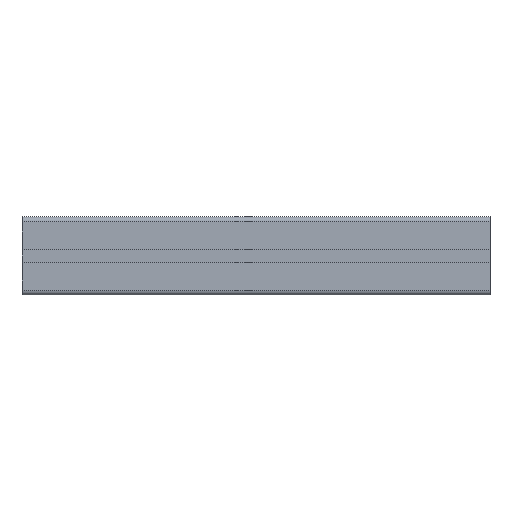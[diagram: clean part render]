
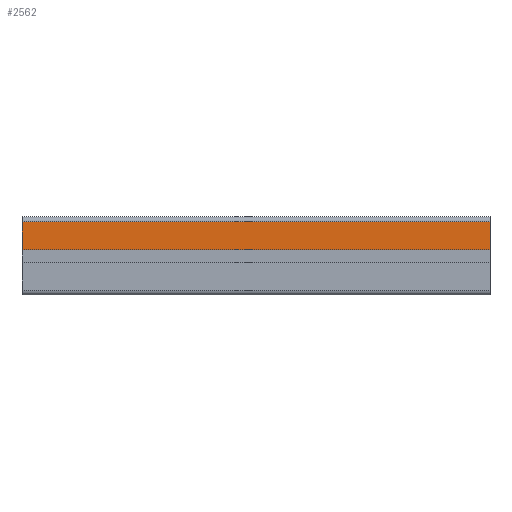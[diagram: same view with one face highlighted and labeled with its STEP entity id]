
A CAD part, left-side view. The second image highlights one B-rep face of the part: STEP entity #2562.
In plain terms, the highlighted face is planar.
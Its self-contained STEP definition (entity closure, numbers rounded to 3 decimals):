
#1 = CARTESIAN_POINT ( 'NONE',  ( 15., 4.1, -300. ) ) ;
#3 = DIRECTION ( 'NONE',  ( 0., 0., 1. ) ) ;
#4 = LINE ( 'NONE', #1, #1054 ) ;
#656 = VERTEX_POINT ( 'NONE', #3339 ) ;
#681 = VERTEX_POINT ( 'NONE', #3365 ) ;
#686 = VERTEX_POINT ( 'NONE', #3356 ) ;
#697 = VERTEX_POINT ( 'NONE', #3370 ) ;
#1054 = VECTOR ( 'NONE', #3, 1000. ) ;
#1616 = VECTOR ( 'NONE', #5508, 1000. ) ;
#1656 = VECTOR ( 'NONE', #5422, 1000. ) ;
#1704 = AXIS2_PLACEMENT_3D ( 'NONE', #1901, #1903, #1884 ) ;
#1746 = VECTOR ( 'NONE', #5370, 1000. ) ;
#1884 = DIRECTION ( 'NONE',  ( 0., 1., 0. ) ) ;
#1890 = FACE_OUTER_BOUND ( 'NONE', #5710, .T. ) ;
#1900 = PLANE ( 'NONE',  #1704 ) ;
#1901 = CARTESIAN_POINT ( 'NONE',  ( 15., 4.1, -300. ) ) ;
#1903 = DIRECTION ( 'NONE',  ( 1., 0., 0. ) ) ;
#2518 = EDGE_CURVE ( 'NONE', #697, #681, #5564, .T. ) ;
#2522 = EDGE_CURVE ( 'NONE', #686, #681, #5493, .T. ) ;
#2562 = ADVANCED_FACE ( 'NONE', ( #1890 ), #1900, .T. ) ;
#2604 = EDGE_CURVE ( 'NONE', #656, #686, #5343, .T. ) ;
#2621 = EDGE_CURVE ( 'NONE', #656, #697, #4, .T. ) ;
#3219 = ORIENTED_EDGE ( 'NONE', *, *, #2604, .T. ) ;
#3231 = ORIENTED_EDGE ( 'NONE', *, *, #2522, .T. ) ;
#3247 = ORIENTED_EDGE ( 'NONE', *, *, #2518, .F. ) ;
#3284 = ORIENTED_EDGE ( 'NONE', *, *, #2621, .F. ) ;
#3339 = CARTESIAN_POINT ( 'NONE',  ( 15., 4.1, -300. ) ) ;
#3356 = CARTESIAN_POINT ( 'NONE',  ( 15., 22., -300. ) ) ;
#3365 = CARTESIAN_POINT ( 'NONE',  ( 15., 22., 0. ) ) ;
#3370 = CARTESIAN_POINT ( 'NONE',  ( 15., 4.1, 0. ) ) ;
#5343 = LINE ( 'NONE', #5355, #1746 ) ;
#5355 = CARTESIAN_POINT ( 'NONE',  ( 15., 4.1, -300. ) ) ;
#5370 = DIRECTION ( 'NONE',  ( 0., 1., 0. ) ) ;
#5422 = DIRECTION ( 'NONE',  ( 0., 1., 0. ) ) ;
#5493 = LINE ( 'NONE', #5506, #1616 ) ;
#5506 = CARTESIAN_POINT ( 'NONE',  ( 15., 22., -300. ) ) ;
#5508 = DIRECTION ( 'NONE',  ( 0., 0., 1. ) ) ;
#5564 = LINE ( 'NONE', #5567, #1656 ) ;
#5567 = CARTESIAN_POINT ( 'NONE',  ( 15., 4.1, 0. ) ) ;
#5710 = EDGE_LOOP ( 'NONE', ( #3247, #3284, #3219, #3231 ) ) ;
